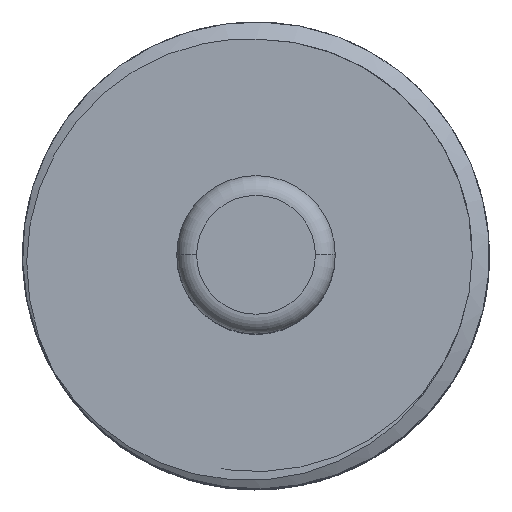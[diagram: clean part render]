
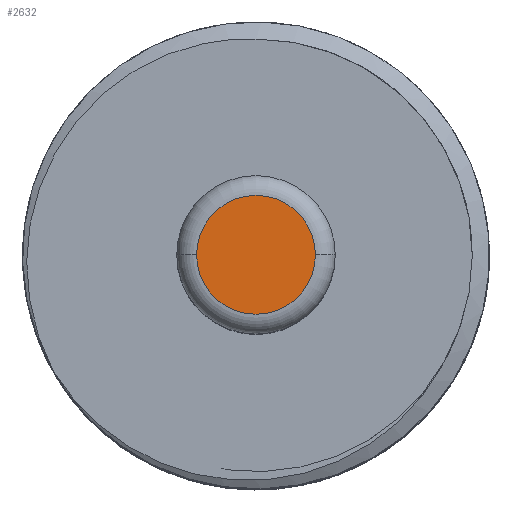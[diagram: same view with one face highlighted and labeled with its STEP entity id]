
A CAD part, top view. The second image highlights one B-rep face of the part: STEP entity #2632.
In plain terms, the highlighted planar face has unit normal (0, 0, 1).
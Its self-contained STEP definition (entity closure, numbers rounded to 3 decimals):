
#78 = ORIENTED_EDGE ( 'NONE', *, *, #1927, .T. ) ;
#266 = DIRECTION ( 'NONE',  ( 0., 0., 1. ) ) ;
#523 = EDGE_CURVE ( 'NONE', #4399, #3385, #5185, .T. ) ;
#1593 = PLANE ( 'NONE',  #5728 ) ;
#1681 = EDGE_LOOP ( 'NONE', ( #78, #3237 ) ) ;
#1894 = DIRECTION ( 'NONE',  ( 0., 0., 1. ) ) ;
#1927 = EDGE_CURVE ( 'NONE', #3385, #4399, #5129, .T. ) ;
#2433 = CARTESIAN_POINT ( 'NONE',  ( -3., 0., 72. ) ) ;
#2500 = DIRECTION ( 'NONE',  ( 1., 0., 0. ) ) ;
#2553 = FACE_OUTER_BOUND ( 'NONE', #1681, .T. ) ;
#2632 = ADVANCED_FACE ( 'NONE', ( #2553 ), #1593, .T. ) ;
#2765 = AXIS2_PLACEMENT_3D ( 'NONE', #3427, #266, #3391 ) ;
#3237 = ORIENTED_EDGE ( 'NONE', *, *, #523, .T. ) ;
#3385 = VERTEX_POINT ( 'NONE', #5192 ) ;
#3391 = DIRECTION ( 'NONE',  ( 1., 0., 0. ) ) ;
#3427 = CARTESIAN_POINT ( 'NONE',  ( 0., 0., 72. ) ) ;
#4399 = VERTEX_POINT ( 'NONE', #2433 ) ;
#4401 = AXIS2_PLACEMENT_3D ( 'NONE', #4558, #1894, #5012 ) ;
#4558 = CARTESIAN_POINT ( 'NONE',  ( 0., 0., 72. ) ) ;
#4714 = CARTESIAN_POINT ( 'NONE',  ( 0., 0., 72. ) ) ;
#5012 = DIRECTION ( 'NONE',  ( 1., 0., 0. ) ) ;
#5129 = CIRCLE ( 'NONE', #4401, 3. ) ;
#5152 = DIRECTION ( 'NONE',  ( 0., 0., 1. ) ) ;
#5185 = CIRCLE ( 'NONE', #2765, 3. ) ;
#5192 = CARTESIAN_POINT ( 'NONE',  ( 3., 0., 72. ) ) ;
#5728 = AXIS2_PLACEMENT_3D ( 'NONE', #4714, #5152, #2500 ) ;
